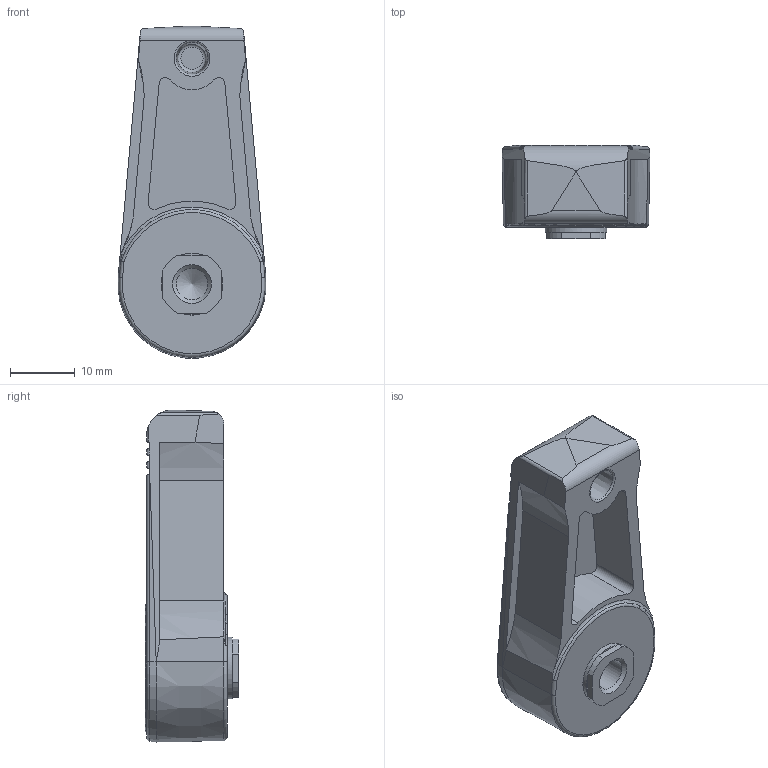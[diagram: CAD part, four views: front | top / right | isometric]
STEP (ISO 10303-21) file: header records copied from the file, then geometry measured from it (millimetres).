
FILE_DESCRIPTION( ( 'STEP AP214' ), '1' );
FILE_NAME( 'K0271.140061.stp', '2020-11-27T10:16:49', ( '' ), ( '' ), ' ', 'PARTsolutions', ' ' );
FILE_SCHEMA( ( 'AUTOMOTIVE_DESIGN { 1 0 10303 214 1 1 1 1 }' ) );
Length unit declared in the file: millimetre
Products named in the file (1): _K0271.140061
Bounding box: 22.91 x 14.5 x 51.46 mm (x, y, z)
Volume: 9114.6 mm3; surface area: 4375.5 mm2
Topology: 1 solids, 1 shells, 105 faces, 273 edges, 175 vertices
Faces by surface type: plane 51, cylinder 42, cone 6, torus 6
Full cylindrical faces by diameter (mm): 4.917 x1, 9.6 x1
Entity records: 4125 total; most frequent: CARTESIAN_POINT 729, DIRECTION 531, ORIENTED_EDGE 526, EDGE_CURVE 263, AXIS2_PLACEMENT_3D 200, VERTEX_POINT 174, LINE 131, VECTOR 131
